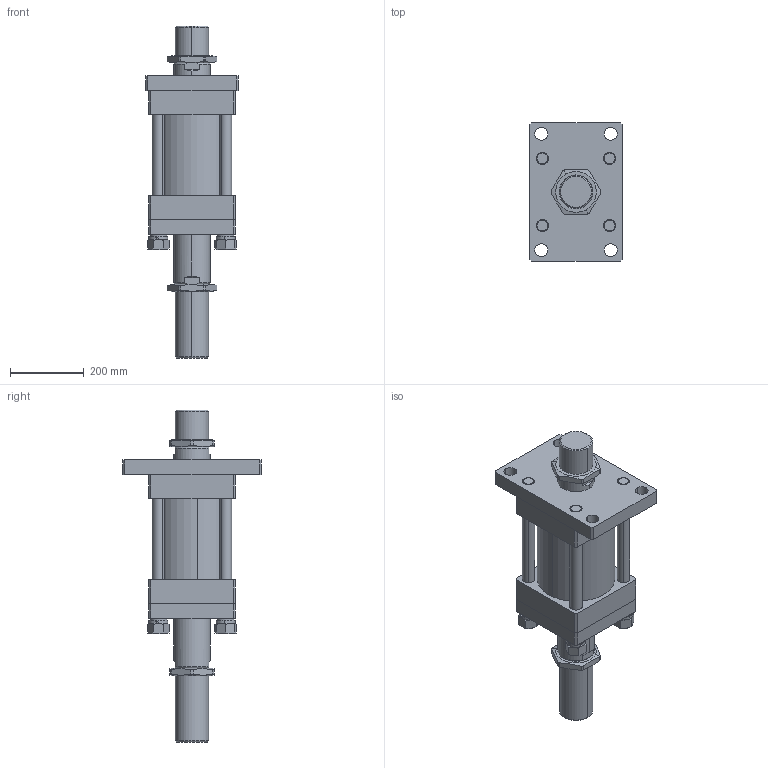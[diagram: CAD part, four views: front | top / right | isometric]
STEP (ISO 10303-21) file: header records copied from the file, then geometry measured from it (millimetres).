
FILE_DESCRIPTION (( 'STEP AP203' ), '1' );
FILE_NAME ('HOD-180-100-100-FA.STEP', '2021-04-27T10:16:41', ( '微软用户' ), ( '微软中国' ), 'SwSTEP 2.0', 'SolidWorks 2012', '' );
FILE_SCHEMA (( 'CONFIG_CONTROL_DESIGN' ));
Length unit declared in the file: millimetre
Products named in the file (11): HOD-180-100-100-FA嶺裝; plain washers for clevis pins gb_GB_ROUND_WASHERS_TYPE7 33; spring lock washers--normal type gb_GB_FASTENER_WASHER_SW 33; hex nuts, style 1-grades ab gb_GB_FASTENER_NUT_SNAB1  B M33-N; M90x2綠20; HOB-180-100-100-FA楊擘; HOD-180-100-100-FA; HOB-180-100-100楊擘; HOB-180-100-100前盖; HOB-180-100-100掛极; HOD-180-100-100活塞杆
Assembly tree (24 placements, depth 2):
  HOD-180-100-100-FA
    HOB-180-100-100楊擘
    HOB-180-100-100前盖  x2
    HOB-180-100-100掛极
    HOD-180-100-100活塞杆
    HOD-180-100-100-FA嶺裝  x4
    plain washers for clevis pins gb_GB_ROUND_WASHERS_TYPE7 33  x4
    spring lock washers--normal type gb_GB_FASTENER_WASHER_SW 33  x4
    hex nuts, style 1-grades ab gb_GB_FASTENER_NUT_SNAB1  B M33-N  x4
    M90x2綠20  x2
    HOB-180-100-100-FA楊擘
Bounding box: 250 x 375 x 900 mm (x, y, z)
Volume: 22601651.8 mm3; surface area: 1807764.8 mm2
Topology: 24 solids, 24 shells, 406 faces, 940 edges, 594 vertices
Faces by surface type: cylinder 156, plane 146, cone 92, torus 12
Entity records: 8231 total; most frequent: CARTESIAN_POINT 1487, DIRECTION 1177, ORIENTED_EDGE 1014, EDGE_CURVE 507, AXIS2_PLACEMENT_3D 476, VERTEX_POINT 323, EDGE_LOOP 270, CIRCLE 236
